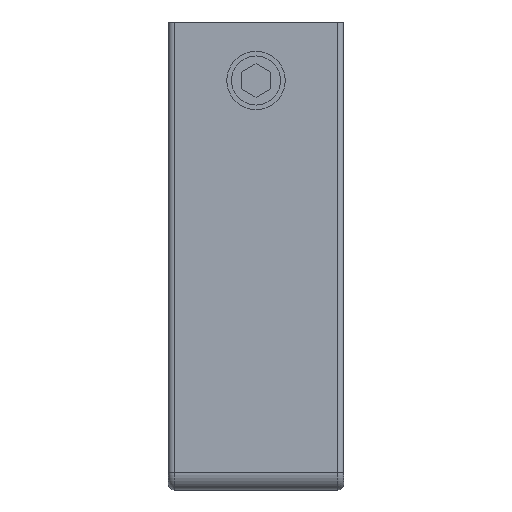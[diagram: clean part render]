
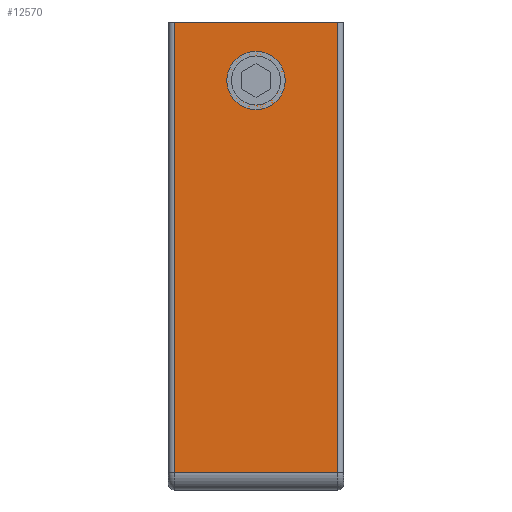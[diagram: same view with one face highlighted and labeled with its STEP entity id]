
A CAD part, front view. The second image highlights one B-rep face of the part: STEP entity #12570.
In plain terms, the highlighted planar face has unit normal (0, -1, 0).
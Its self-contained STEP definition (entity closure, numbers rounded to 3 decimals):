
#8330=CARTESIAN_POINT('',(128.997,185.534,
-81.768));
#8340=VERTEX_POINT('',#8330);
#8370=CARTESIAN_POINT('',(128.997,185.534,
-49.268));
#8380=DIRECTION('',(0.,0.,-1.));
#8390=VECTOR('',#8380,1.);
#8400=LINE('',#8370,#8390);
#8410=CARTESIAN_POINT('',(128.997,185.534,
-43.268));
#8420=VERTEX_POINT('',#8410);
#8430=EDGE_CURVE('',#8420,#8340,#8400,.T.);
#8660=CARTESIAN_POINT('',(114.997,185.534,
-43.268));
#8670=VERTEX_POINT('',#8660);
#8700=CARTESIAN_POINT('',(114.997,185.534,
-49.268));
#8710=DIRECTION('',(0.,0.,-1.));
#8720=VECTOR('',#8710,1.);
#8730=LINE('',#8700,#8720);
#8740=CARTESIAN_POINT('',(114.997,185.534,
-81.768));
#8750=VERTEX_POINT('',#8740);
#8760=EDGE_CURVE('',#8670,#8750,#8730,.T.);
#9960=CARTESIAN_POINT('',(124.097,185.534,
-48.268));
#9970=VERTEX_POINT('',#9960);
#10000=CARTESIAN_POINT('',(121.997,185.534,
-48.268));
#10010=DIRECTION('',(0.,-1.,0.));
#10020=DIRECTION('',(1.,0.,0.));
#10030=AXIS2_PLACEMENT_3D('',#10000,#10010,#10020);
#10040=CIRCLE('',#10030,2.1);
#10050=CARTESIAN_POINT('',(119.897,185.534,
-48.268));
#10060=VERTEX_POINT('',#10050);
#10070=EDGE_CURVE('',#10060,#9970,#10040,.T.);
#10800=CARTESIAN_POINT('',(114.497,185.534,
-43.268));
#10810=DIRECTION('',(1.,0.,0.));
#10820=VECTOR('',#10810,1.);
#10830=LINE('',#10800,#10820);
#10840=EDGE_CURVE('',#8670,#8420,#10830,.T.);
#12360=CARTESIAN_POINT('',(114.497,185.534,
-83.268));
#12370=DIRECTION('',(-0.,-1.,0.));
#12380=DIRECTION('',(0.,0.,1.));
#12390=AXIS2_PLACEMENT_3D('',#12360,#12370,#12380);
#12400=PLANE('',#12390);
#12410=EDGE_CURVE('',#9970,#10060,#10040,.T.);
#12420=ORIENTED_EDGE('',*,*,#12410,.F.);
#12430=ORIENTED_EDGE('',*,*,#10070,.F.);
#12440=EDGE_LOOP('',(#12430,#12420));
#12450=FACE_BOUND('',#12440,.T.);
#12460=ORIENTED_EDGE('',*,*,#8760,.T.);
#12470=ORIENTED_EDGE('',*,*,#10840,.F.);
#12480=ORIENTED_EDGE('',*,*,#8430,.F.);
#12490=CARTESIAN_POINT('',(114.497,185.534,
-81.768));
#12500=DIRECTION('',(-1.,0.,0.));
#12510=VECTOR('',#12500,1.);
#12520=LINE('',#12490,#12510);
#12530=EDGE_CURVE('',#8340,#8750,#12520,.T.);
#12540=ORIENTED_EDGE('',*,*,#12530,.F.);
#12550=EDGE_LOOP('',(#12540,#12480,#12470,#12460));
#12560=FACE_OUTER_BOUND('',#12550,.T.);
#12570=ADVANCED_FACE('',(#12450,#12560),#12400,.T.);
